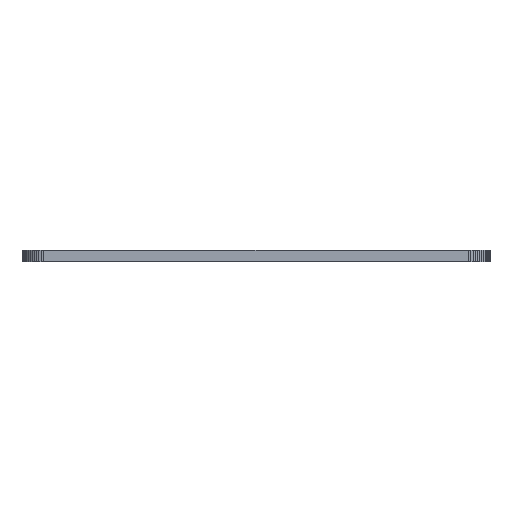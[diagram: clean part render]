
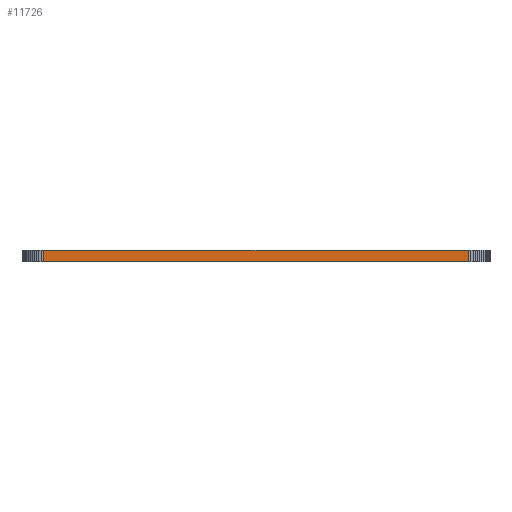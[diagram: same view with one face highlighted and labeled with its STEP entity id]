
A CAD part, front view. The second image highlights one B-rep face of the part: STEP entity #11726.
In plain terms, the highlighted planar face has unit normal (0, -1, 0).
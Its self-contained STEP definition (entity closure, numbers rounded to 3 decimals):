
#90 = PLANE('',#91);
#91 = AXIS2_PLACEMENT_3D('',#92,#93,#94);
#92 = CARTESIAN_POINT('',(-0.768,0.,1.57));
#93 = DIRECTION('',(-0.,-0.,-1.));
#94 = DIRECTION('',(-1.,0.,0.));
#144 = PLANE('',#145);
#145 = AXIS2_PLACEMENT_3D('',#146,#147,#148);
#146 = CARTESIAN_POINT('',(-0.768,0.,0.));
#147 = DIRECTION('',(-0.,-0.,-1.));
#148 = DIRECTION('',(-1.,0.,0.));
#1009 = VERTEX_POINT('',#1010);
#1010 = CARTESIAN_POINT('',(29.5,-28.,0.));
#1024 = PLANE('',#1025);
#1025 = AXIS2_PLACEMENT_3D('',#1026,#1027,#1028);
#1026 = CARTESIAN_POINT('',(29.836,-27.981,0.));
#1027 = DIRECTION('',(0.056,-0.998,0.));
#1028 = DIRECTION('',(-0.998,-0.056,0.));
#1036 = EDGE_CURVE('',#1009,#1037,#1039,.T.);
#1037 = VERTEX_POINT('',#1038);
#1038 = CARTESIAN_POINT('',(-29.5,-28.,0.));
#1039 = SURFACE_CURVE('',#1040,(#1044,#1051),.PCURVE_S1.);
#1040 = LINE('',#1041,#1042);
#1041 = CARTESIAN_POINT('',(29.5,-28.,0.));
#1042 = VECTOR('',#1043,1.);
#1043 = DIRECTION('',(-1.,0.,0.));
#1044 = PCURVE('',#144,#1045);
#1045 = DEFINITIONAL_REPRESENTATION('',(#1046),#1050);
#1046 = LINE('',#1047,#1048);
#1047 = CARTESIAN_POINT('',(-30.268,-28.));
#1048 = VECTOR('',#1049,1.);
#1049 = DIRECTION('',(1.,0.));
#1050 = ( GEOMETRIC_REPRESENTATION_CONTEXT(2) 
PARAMETRIC_REPRESENTATION_CONTEXT() REPRESENTATION_CONTEXT('2D SPACE',''
  ) );
#1051 = PCURVE('',#1052,#1057);
#1052 = PLANE('',#1053);
#1053 = AXIS2_PLACEMENT_3D('',#1054,#1055,#1056);
#1054 = CARTESIAN_POINT('',(29.5,-28.,0.));
#1055 = DIRECTION('',(0.,-1.,0.));
#1056 = DIRECTION('',(-1.,0.,0.));
#1057 = DEFINITIONAL_REPRESENTATION('',(#1058),#1062);
#1058 = LINE('',#1059,#1060);
#1059 = CARTESIAN_POINT('',(0.,-0.));
#1060 = VECTOR('',#1061,1.);
#1061 = DIRECTION('',(1.,0.));
#1062 = ( GEOMETRIC_REPRESENTATION_CONTEXT(2) 
PARAMETRIC_REPRESENTATION_CONTEXT() REPRESENTATION_CONTEXT('2D SPACE',''
  ) );
#1080 = PLANE('',#1081);
#1081 = AXIS2_PLACEMENT_3D('',#1082,#1083,#1084);
#1082 = CARTESIAN_POINT('',(-29.5,-28.,0.));
#1083 = DIRECTION('',(-0.056,-0.998,0.));
#1084 = DIRECTION('',(-0.998,0.056,0.));
#6308 = VERTEX_POINT('',#6309);
#6309 = CARTESIAN_POINT('',(29.5,-28.,1.57));
#6330 = EDGE_CURVE('',#6308,#6331,#6333,.T.);
#6331 = VERTEX_POINT('',#6332);
#6332 = CARTESIAN_POINT('',(-29.5,-28.,1.57));
#6333 = SURFACE_CURVE('',#6334,(#6338,#6345),.PCURVE_S1.);
#6334 = LINE('',#6335,#6336);
#6335 = CARTESIAN_POINT('',(29.5,-28.,1.57));
#6336 = VECTOR('',#6337,1.);
#6337 = DIRECTION('',(-1.,0.,0.));
#6338 = PCURVE('',#90,#6339);
#6339 = DEFINITIONAL_REPRESENTATION('',(#6340),#6344);
#6340 = LINE('',#6341,#6342);
#6341 = CARTESIAN_POINT('',(-30.268,-28.));
#6342 = VECTOR('',#6343,1.);
#6343 = DIRECTION('',(1.,0.));
#6344 = ( GEOMETRIC_REPRESENTATION_CONTEXT(2) 
PARAMETRIC_REPRESENTATION_CONTEXT() REPRESENTATION_CONTEXT('2D SPACE',''
  ) );
#6345 = PCURVE('',#1052,#6346);
#6346 = DEFINITIONAL_REPRESENTATION('',(#6347),#6351);
#6347 = LINE('',#6348,#6349);
#6348 = CARTESIAN_POINT('',(0.,-1.57));
#6349 = VECTOR('',#6350,1.);
#6350 = DIRECTION('',(1.,0.));
#6351 = ( GEOMETRIC_REPRESENTATION_CONTEXT(2) 
PARAMETRIC_REPRESENTATION_CONTEXT() REPRESENTATION_CONTEXT('2D SPACE',''
  ) );
#11678 = EDGE_CURVE('',#1009,#6308,#11679,.T.);
#11679 = SURFACE_CURVE('',#11680,(#11684,#11691),.PCURVE_S1.);
#11680 = LINE('',#11681,#11682);
#11681 = CARTESIAN_POINT('',(29.5,-28.,0.));
#11682 = VECTOR('',#11683,1.);
#11683 = DIRECTION('',(0.,0.,1.));
#11684 = PCURVE('',#1024,#11685);
#11685 = DEFINITIONAL_REPRESENTATION('',(#11686),#11690);
#11686 = LINE('',#11687,#11688);
#11687 = CARTESIAN_POINT('',(0.336,0.));
#11688 = VECTOR('',#11689,1.);
#11689 = DIRECTION('',(0.,-1.));
#11690 = ( GEOMETRIC_REPRESENTATION_CONTEXT(2) 
PARAMETRIC_REPRESENTATION_CONTEXT() REPRESENTATION_CONTEXT('2D SPACE',''
  ) );
#11691 = PCURVE('',#1052,#11692);
#11692 = DEFINITIONAL_REPRESENTATION('',(#11693),#11697);
#11693 = LINE('',#11694,#11695);
#11694 = CARTESIAN_POINT('',(0.,-0.));
#11695 = VECTOR('',#11696,1.);
#11696 = DIRECTION('',(0.,-1.));
#11697 = ( GEOMETRIC_REPRESENTATION_CONTEXT(2) 
PARAMETRIC_REPRESENTATION_CONTEXT() REPRESENTATION_CONTEXT('2D SPACE',''
  ) );
#11726 = ADVANCED_FACE('',(#11727),#1052,.T.);
#11727 = FACE_BOUND('',#11728,.T.);
#11728 = EDGE_LOOP('',(#11729,#11730,#11731,#11752));
#11729 = ORIENTED_EDGE('',*,*,#11678,.T.);
#11730 = ORIENTED_EDGE('',*,*,#6330,.T.);
#11731 = ORIENTED_EDGE('',*,*,#11732,.F.);
#11732 = EDGE_CURVE('',#1037,#6331,#11733,.T.);
#11733 = SURFACE_CURVE('',#11734,(#11738,#11745),.PCURVE_S1.);
#11734 = LINE('',#11735,#11736);
#11735 = CARTESIAN_POINT('',(-29.5,-28.,0.));
#11736 = VECTOR('',#11737,1.);
#11737 = DIRECTION('',(0.,0.,1.));
#11738 = PCURVE('',#1052,#11739);
#11739 = DEFINITIONAL_REPRESENTATION('',(#11740),#11744);
#11740 = LINE('',#11741,#11742);
#11741 = CARTESIAN_POINT('',(59.,0.));
#11742 = VECTOR('',#11743,1.);
#11743 = DIRECTION('',(0.,-1.));
#11744 = ( GEOMETRIC_REPRESENTATION_CONTEXT(2) 
PARAMETRIC_REPRESENTATION_CONTEXT() REPRESENTATION_CONTEXT('2D SPACE',''
  ) );
#11745 = PCURVE('',#1080,#11746);
#11746 = DEFINITIONAL_REPRESENTATION('',(#11747),#11751);
#11747 = LINE('',#11748,#11749);
#11748 = CARTESIAN_POINT('',(0.,0.));
#11749 = VECTOR('',#11750,1.);
#11750 = DIRECTION('',(0.,-1.));
#11751 = ( GEOMETRIC_REPRESENTATION_CONTEXT(2) 
PARAMETRIC_REPRESENTATION_CONTEXT() REPRESENTATION_CONTEXT('2D SPACE',''
  ) );
#11752 = ORIENTED_EDGE('',*,*,#1036,.F.);
